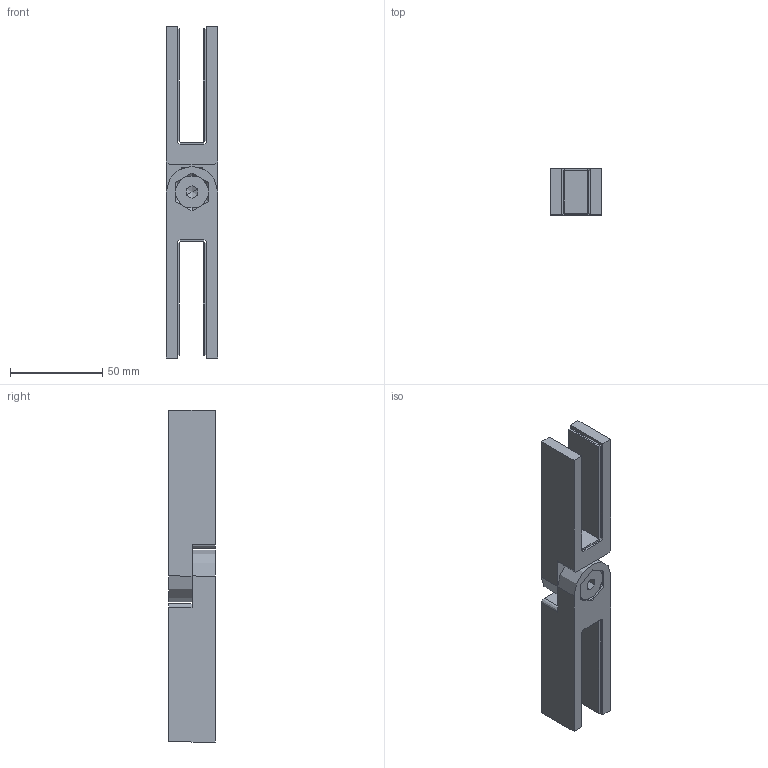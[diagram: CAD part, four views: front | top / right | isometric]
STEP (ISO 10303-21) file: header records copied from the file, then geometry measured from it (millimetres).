
FILE_DESCRIPTION (( 'STEP AP203' ), '1' );
FILE_NAME ('51296-V4A.STEP', '2022-01-31T09:37:08', ( '' ), ( '' ), 'SwSTEP 2.0', 'SolidWorks 2018', '' );
FILE_SCHEMA (( 'CONFIG_CONTROL_DESIGN' ));
Length unit declared in the file: millimetre
Products named in the file (24): 51296-V4A Teil4; 51296-V4A Teil2; 51296-V4A Teil2_51296-V4A Teil2; DIN 7991 Konfig; 51296-V4A; 51296-V4A Teil5; DIN913_DIN 913 M5x6; 51296-V4A Teil1; 51296-V4A Teil5_51296-V4A Teil5; DIN913; 51296-V4A Teil3; 51296-V4A Teil4_51296-V4A Teil4; DIN 7991 Konfig_M10x18; 51296-V4A Teil3_51296-V4A Teil3; 51296-V4A Teil1_51296-V4A Teil1
Assembly tree (19 placements, depth 2):
  51296-V4A Teil4
  51296-V4A Teil2
  51296-V4A Teil4
  DIN 7991 Konfig
  51296-V4A
    51296-V4A Teil1_51296-V4A Teil1
    51296-V4A Teil4_51296-V4A Teil4  x4
    51296-V4A Teil5_51296-V4A Teil5  x2
    51296-V4A Teil2_51296-V4A Teil2
    51296-V4A Teil3_51296-V4A Teil3  x2
    DIN 7991 Konfig_M10x18
    DIN913_DIN 913 M5x6  x4
Bounding box: 28 x 25 x 180 mm (x, y, z)
Volume: 80449 mm3; surface area: 46581.6 mm2
Topology: 15 solids, 15 shells, 611 faces, 1575 edges, 1028 vertices
Faces by surface type: plane 359, bspline 162, cylinder 46, cone 44
Entity records: 30784 total; most frequent: CARTESIAN_POINT 16640, ORIENTED_EDGE 2710, DIRECTION 1885, EDGE_CURVE 1355, LINE 921, VECTOR 921, VERTEX_POINT 893, EDGE_LOOP 564
